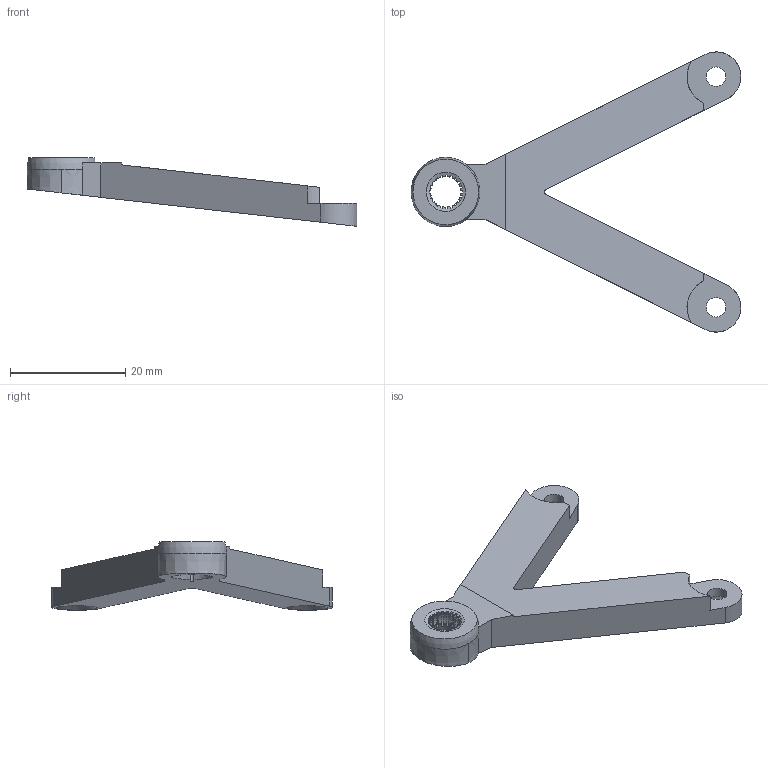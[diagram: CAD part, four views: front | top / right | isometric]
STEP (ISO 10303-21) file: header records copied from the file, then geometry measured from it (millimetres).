
FILE_DESCRIPTION(('FreeCAD Model'),'2;1');
FILE_NAME('Open CASCADE Shape Model','2023-12-10T11:47:05',(''),(''), 'Open CASCADE STEP processor 7.6','FreeCAD','Unknown');
FILE_SCHEMA(('AUTOMOTIVE_DESIGN { 1 0 10303 214 1 1 1 1 }'));
Length unit declared in the file: millimetre
Products named in the file (1): Pocket053032716
Bounding box: 57.2 x 48.59 x 11.89 mm (x, y, z)
Volume: 4825.3 mm3; surface area: 3249.1 mm2
Topology: 1 solids, 1 shells, 154 faces, 472 edges, 320 vertices
Faces by surface type: cylinder 68, plane 58, revolution 20, cone 7, sphere 1
Full cylindrical faces by diameter (mm): 3.4 x2
Entity records: 17852 total; most frequent: CARTESIAN_POINT 9723, DIRECTION 1225, ORIENTED_EDGE 944, PCURVE 944, DEFINITIONAL_REPRESENTATION 944, B_SPLINE_CURVE_WITH_KNOTS 629, EDGE_CURVE 472, SURFACE_CURVE 466
